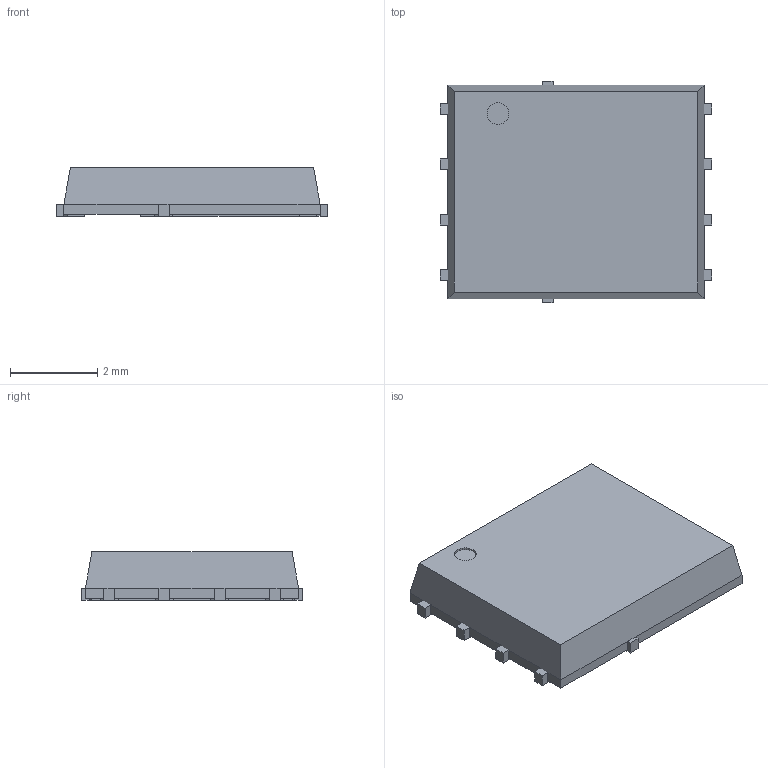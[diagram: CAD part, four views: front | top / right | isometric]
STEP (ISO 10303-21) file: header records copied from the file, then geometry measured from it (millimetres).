
FILE_DESCRIPTION((''),'2;1');
FILE_NAME('VISHAY_POWERPAK-SO-8-SINGLE.stp','2013-03-05T13:28:03',(''),(''),'Mechanical Desktop 2011','Mechanical Desktop 2011',', , ');
FILE_SCHEMA(('AUTOMOTIVE_DESIGN { 1 2 10303 214 1 1 1 1 }'));
Length unit declared in the file: millimetre
Products named in the file (1): Product
Bounding box: 6.25 x 5.08 x 1.12 mm (x, y, z)
Volume: 30.5 mm3; surface area: 125.4 mm2
Topology: 12 solids, 12 shells, 201 faces, 504 edges, 328 vertices
Faces by surface type: plane 199, cylinder 2
Entity records: 5891 total; most frequent: CARTESIAN_POINT 1034, ORIENTED_EDGE 1008, DIRECTION 912, EDGE_CURVE 504, VECTOR 500, LINE 500, VERTEX_POINT 328, AXIS2_PLACEMENT_3D 206
